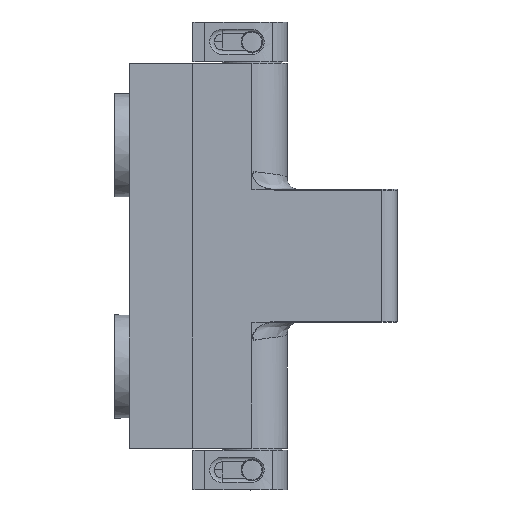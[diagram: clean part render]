
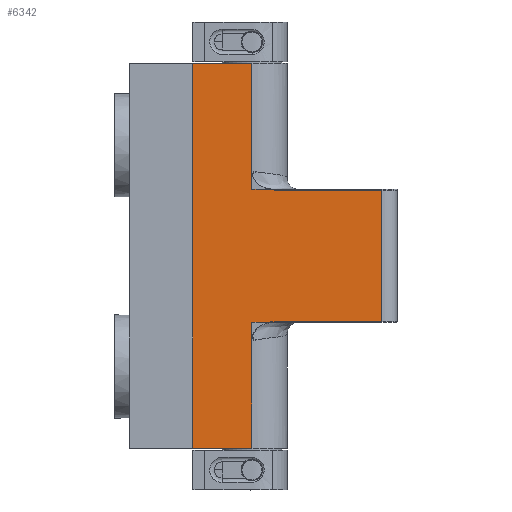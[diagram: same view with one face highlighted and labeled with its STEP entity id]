
A CAD part, top view. The second image highlights one B-rep face of the part: STEP entity #6342.
In plain terms, the highlighted planar face has unit normal (0, 0, 1).
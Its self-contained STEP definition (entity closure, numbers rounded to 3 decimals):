
#75=B_SPLINE_CURVE_WITH_KNOTS('',3,(#10867,#10868,#10869,#10870),
 .UNSPECIFIED.,.F.,.F.,(4,4),(0.,1.),.PIECEWISE_BEZIER_KNOTS.);
#77=B_SPLINE_CURVE_WITH_KNOTS('',3,(#10881,#10882,#10883,#10884),
 .UNSPECIFIED.,.F.,.F.,(4,4),(0.,1.),.PIECEWISE_BEZIER_KNOTS.);
#98=B_SPLINE_CURVE_WITH_KNOTS('',3,(#11154,#11155,#11156,#11157),
 .UNSPECIFIED.,.F.,.F.,(4,4),(0.,0.005),.UNSPECIFIED.);
#101=B_SPLINE_CURVE_WITH_KNOTS('',3,(#11192,#11193,#11194,#11195),
 .UNSPECIFIED.,.F.,.F.,(4,4),(0.,0.005),.UNSPECIFIED.);
#135=B_SPLINE_CURVE_WITH_KNOTS('',3,(#11514,#11515,#11516,#11517),
 .UNSPECIFIED.,.F.,.F.,(4,4),(0.,1.),.PIECEWISE_BEZIER_KNOTS.);
#136=B_SPLINE_CURVE_WITH_KNOTS('',3,(#11522,#11523,#11524,#11525),
 .UNSPECIFIED.,.F.,.F.,(4,4),(0.,1.),.PIECEWISE_BEZIER_KNOTS.);
#138=B_SPLINE_CURVE_WITH_KNOTS('',3,(#11546,#11547,#11548,#11549),
 .UNSPECIFIED.,.F.,.F.,(4,4),(0.,1.),.PIECEWISE_BEZIER_KNOTS.);
#139=B_SPLINE_CURVE_WITH_KNOTS('',3,(#11551,#11552,#11553,#11554),
 .UNSPECIFIED.,.F.,.F.,(4,4),(0.,1.),.PIECEWISE_BEZIER_KNOTS.);
#801=LINE('',#10637,#1455);
#802=LINE('',#11132,#1456);
#804=LINE('',#11201,#1458);
#806=LINE('',#11251,#1460);
#811=LINE('',#11307,#1465);
#816=LINE('',#11319,#1470);
#817=LINE('',#11519,#1471);
#818=LINE('',#11520,#1472);
#1455=VECTOR('',#8695,1000.);
#1456=VECTOR('',#8708,1000.);
#1458=VECTOR('',#8716,1000.);
#1460=VECTOR('',#8728,1000.);
#1465=VECTOR('',#8743,1000.);
#1470=VECTOR('',#8754,1000.);
#1471=VECTOR('',#8757,1000.);
#1472=VECTOR('',#8758,1000.);
#3179=ORIENTED_EDGE('',*,*,#4152,.T.);
#3180=ORIENTED_EDGE('',*,*,#4136,.T.);
#3181=ORIENTED_EDGE('',*,*,#4137,.T.);
#3182=ORIENTED_EDGE('',*,*,#4110,.T.);
#3183=ORIENTED_EDGE('',*,*,#4112,.T.);
#3184=ORIENTED_EDGE('',*,*,#4198,.T.);
#3185=ORIENTED_EDGE('',*,*,#4197,.F.);
#3186=ORIENTED_EDGE('',*,*,#4097,.T.);
#3187=ORIENTED_EDGE('',*,*,#4166,.T.);
#3188=ORIENTED_EDGE('',*,*,#4172,.F.);
#3189=ORIENTED_EDGE('',*,*,#4196,.T.);
#3190=ORIENTED_EDGE('',*,*,#4195,.F.);
#3191=ORIENTED_EDGE('',*,*,#4201,.F.);
#3192=ORIENTED_EDGE('',*,*,#4200,.F.);
#3193=ORIENTED_EDGE('',*,*,#4141,.F.);
#3194=ORIENTED_EDGE('',*,*,#4144,.F.);
#4097=EDGE_CURVE('',#4810,#4809,#801,.T.);
#4110=EDGE_CURVE('',#4817,#4818,#75,.F.);
#4112=EDGE_CURVE('',#4818,#4819,#77,.T.);
#4136=EDGE_CURVE('',#4837,#4838,#802,.T.);
#4137=EDGE_CURVE('',#4838,#4817,#98,.T.);
#4141=EDGE_CURVE('',#4842,#4839,#101,.T.);
#4144=EDGE_CURVE('',#4844,#4842,#804,.T.);
#4152=EDGE_CURVE('',#4844,#4837,#806,.T.);
#4166=EDGE_CURVE('',#4809,#4857,#811,.T.);
#4172=EDGE_CURVE('',#4860,#4857,#816,.T.);
#4195=EDGE_CURVE('',#4847,#4883,#135,.T.);
#4196=EDGE_CURVE('',#4860,#4883,#817,.T.);
#4197=EDGE_CURVE('',#4810,#4884,#818,.T.);
#4198=EDGE_CURVE('',#4819,#4884,#136,.T.);
#4200=EDGE_CURVE('',#4839,#4885,#138,.F.);
#4201=EDGE_CURVE('',#4885,#4847,#139,.T.);
#4809=VERTEX_POINT('',#10636);
#4810=VERTEX_POINT('',#10638);
#4817=VERTEX_POINT('',#10871);
#4818=VERTEX_POINT('',#10872);
#4819=VERTEX_POINT('',#10880);
#4837=VERTEX_POINT('',#11124);
#4838=VERTEX_POINT('',#11131);
#4839=VERTEX_POINT('',#11180);
#4842=VERTEX_POINT('',#11191);
#4844=VERTEX_POINT('',#11200);
#4847=VERTEX_POINT('',#11236);
#4857=VERTEX_POINT('',#11308);
#4860=VERTEX_POINT('',#11318);
#4883=VERTEX_POINT('',#11518);
#4884=VERTEX_POINT('',#11521);
#4885=VERTEX_POINT('',#11550);
#5419=EDGE_LOOP('',(#3179,#3180,#3181,#3182,#3183,#3184,#3185,#3186,#3187,
#3188,#3189,#3190,#3191,#3192,#3193,#3194));
#5787=FACE_BOUND('',#5419,.T.);
#6027=PLANE('',#7258);
#6342=ADVANCED_FACE('',(#5787),#6027,.T.);
#7258=AXIS2_PLACEMENT_3D('',#11792,#8759,#8760);
#8695=DIRECTION('',(-1.,0.,0.));
#8708=DIRECTION('',(-1.,0.,0.));
#8716=DIRECTION('',(-1.,0.,0.));
#8728=DIRECTION('',(0.,1.,0.));
#8743=DIRECTION('',(0.,-1.,0.));
#8754=DIRECTION('',(-1.,0.,0.));
#8757=DIRECTION('',(0.,1.,0.));
#8758=DIRECTION('',(0.,-1.,0.));
#8759=DIRECTION('',(0.,0.,1.));
#8760=DIRECTION('',(1.,0.,0.));
#10636=CARTESIAN_POINT('',(-40.002,130.5,23.996));
#10637=CARTESIAN_POINT('',(44.098,130.5,23.996));
#10638=CARTESIAN_POINT('',(-0.002,130.5,23.996));
#10867=CARTESIAN_POINT('',(-0.002,45.,23.996));
#10868=CARTESIAN_POINT('',(4.998,45.,23.996));
#10869=CARTESIAN_POINT('',(9.998,45.,23.996));
#10870=CARTESIAN_POINT('',(14.998,45.,23.996));
#10871=CARTESIAN_POINT('',(12.013,45.,23.996));
#10872=CARTESIAN_POINT('',(-0.002,45.,23.996));
#10880=CARTESIAN_POINT('',(-0.002,57.204,23.996));
#10881=CARTESIAN_POINT('',(-0.002,45.,23.996));
#10882=CARTESIAN_POINT('',(-0.002,49.167,23.996));
#10883=CARTESIAN_POINT('',(-0.002,53.333,23.996));
#10884=CARTESIAN_POINT('',(-0.002,57.5,23.996));
#11124=CARTESIAN_POINT('',(88.198,44.5,23.996));
#11131=CARTESIAN_POINT('',(16.619,44.5,23.996));
#11132=CARTESIAN_POINT('',(44.098,44.5,23.996));
#11154=CARTESIAN_POINT('',(16.619,44.5,23.996));
#11155=CARTESIAN_POINT('',(15.069,44.5,23.996));
#11156=CARTESIAN_POINT('',(13.527,44.671,23.996));
#11157=CARTESIAN_POINT('',(12.013,45.,23.996));
#11180=CARTESIAN_POINT('',(12.013,-45.,23.996));
#11191=CARTESIAN_POINT('',(16.619,-44.5,23.996));
#11192=CARTESIAN_POINT('',(16.619,-44.5,23.996));
#11193=CARTESIAN_POINT('',(15.069,-44.5,23.996));
#11194=CARTESIAN_POINT('',(13.527,-44.671,23.996));
#11195=CARTESIAN_POINT('',(12.013,-45.,23.996));
#11200=CARTESIAN_POINT('',(88.198,-44.5,23.996));
#11201=CARTESIAN_POINT('',(44.098,-44.5,23.996));
#11236=CARTESIAN_POINT('',(-0.002,-57.204,23.996));
#11251=CARTESIAN_POINT('',(88.198,-45.,23.996));
#11307=CARTESIAN_POINT('',(-40.002,87.5,23.996));
#11308=CARTESIAN_POINT('',(-40.002,-130.5,23.996));
#11318=CARTESIAN_POINT('',(-0.002,-130.5,23.996));
#11319=CARTESIAN_POINT('',(-0.002,-130.5,23.996));
#11514=CARTESIAN_POINT('',(-0.002,-45.,23.996));
#11515=CARTESIAN_POINT('',(-0.002,-49.167,23.996));
#11516=CARTESIAN_POINT('',(-0.002,-53.333,23.996));
#11517=CARTESIAN_POINT('',(-0.002,-57.5,23.996));
#11518=CARTESIAN_POINT('',(-0.002,-57.5,23.996));
#11519=CARTESIAN_POINT('',(-0.002,-130.5,23.996));
#11520=CARTESIAN_POINT('',(-0.002,130.5,23.996));
#11521=CARTESIAN_POINT('',(-0.002,57.5,23.996));
#11522=CARTESIAN_POINT('',(-0.002,45.,23.996));
#11523=CARTESIAN_POINT('',(-0.002,49.167,23.996));
#11524=CARTESIAN_POINT('',(-0.002,53.333,23.996));
#11525=CARTESIAN_POINT('',(-0.002,57.5,23.996));
#11546=CARTESIAN_POINT('',(-0.002,-45.,23.996));
#11547=CARTESIAN_POINT('',(4.998,-45.,23.996));
#11548=CARTESIAN_POINT('',(9.998,-45.,23.996));
#11549=CARTESIAN_POINT('',(14.998,-45.,23.996));
#11550=CARTESIAN_POINT('',(-0.002,-45.,23.996));
#11551=CARTESIAN_POINT('',(-0.002,-45.,23.996));
#11552=CARTESIAN_POINT('',(-0.002,-49.167,23.996));
#11553=CARTESIAN_POINT('',(-0.002,-53.333,23.996));
#11554=CARTESIAN_POINT('',(-0.002,-57.5,23.996));
#11792=CARTESIAN_POINT('',(44.098,87.5,23.996));
